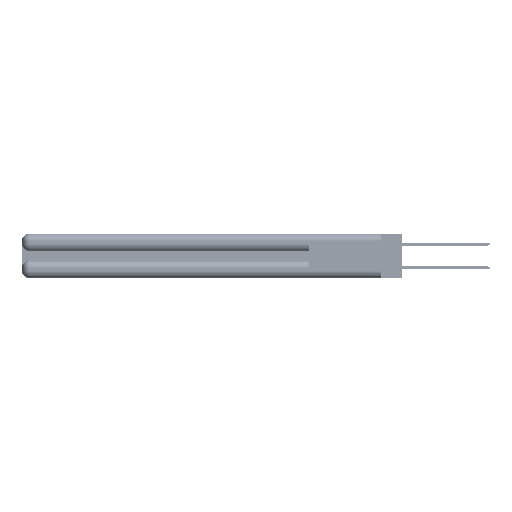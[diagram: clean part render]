
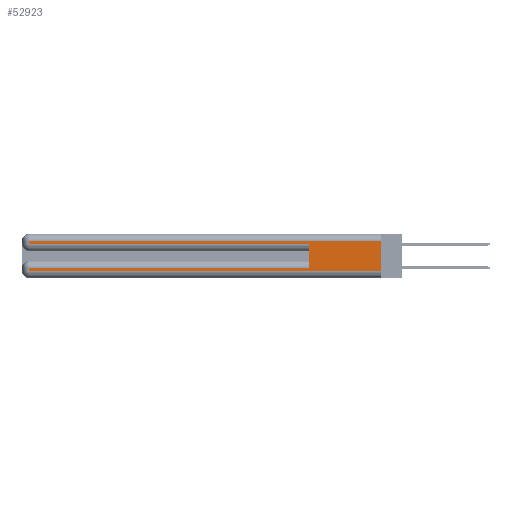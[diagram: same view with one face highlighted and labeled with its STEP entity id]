
A CAD part, left-side view. The second image highlights one B-rep face of the part: STEP entity #52923.
In plain terms, the highlighted planar face has unit normal (-1, 0, 0).
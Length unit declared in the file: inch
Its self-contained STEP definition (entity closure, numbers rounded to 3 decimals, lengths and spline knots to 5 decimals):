
#383 = LINE ( 'NONE', #14788, #11726 ) ;
#939 = CARTESIAN_POINT ( 'NONE',  ( 0., 0., 0.06 ) ) ;
#2067 = ORIENTED_EDGE ( 'NONE', *, *, #43281, .T. ) ;
#4010 = VERTEX_POINT ( 'NONE', #47391 ) ;
#4651 = LINE ( 'NONE', #41644, #45292 ) ;
#5604 = LINE ( 'NONE', #9141, #48816 ) ;
#7830 = ORIENTED_EDGE ( 'NONE', *, *, #15492, .T. ) ;
#8162 = LINE ( 'NONE', #16526, #19425 ) ;
#9141 = CARTESIAN_POINT ( 'NONE',  ( 0., 0., 0.37 ) ) ;
#9671 = DIRECTION ( 'NONE',  ( 0., 0., -1. ) ) ;
#9708 = VERTEX_POINT ( 'NONE', #18342 ) ;
#11726 = VECTOR ( 'NONE', #19067, 39.37008 ) ;
#12045 = ORIENTED_EDGE ( 'NONE', *, *, #49851, .T. ) ;
#13013 = EDGE_LOOP ( 'NONE', ( #51200, #35622, #2067, #12045, #23522, #37036, #7830, #47086 ) ) ;
#14788 = CARTESIAN_POINT ( 'NONE',  ( 0., 0., 0.31 ) ) ;
#15492 = EDGE_CURVE ( 'NONE', #45073, #19265, #26759, .T. ) ;
#16393 = LINE ( 'NONE', #34835, #38682 ) ;
#16414 = DIRECTION ( 'NONE',  ( 0., 0., 1. ) ) ;
#16526 = CARTESIAN_POINT ( 'NONE',  ( 0., 0., 0.285 ) ) ;
#16934 = VERTEX_POINT ( 'NONE', #939 ) ;
#17015 = VERTEX_POINT ( 'NONE', #47538 ) ;
#17634 = LINE ( 'NONE', #46114, #49566 ) ;
#18342 = CARTESIAN_POINT ( 'NONE',  ( 0., 0.6, 0.085 ) ) ;
#19067 = DIRECTION ( 'NONE',  ( 0., 1., 0. ) ) ;
#19265 = VERTEX_POINT ( 'NONE', #53020 ) ;
#19425 = VECTOR ( 'NONE', #33398, 39.37008 ) ;
#19905 = VECTOR ( 'NONE', #24154, 39.37008 ) ;
#19952 = CARTESIAN_POINT ( 'NONE',  ( 0., 0., 0.06 ) ) ;
#20675 = DIRECTION ( 'NONE',  ( 0., 0., -1. ) ) ;
#21309 = EDGE_CURVE ( 'NONE', #36686, #26239, #383, .T. ) ;
#23522 = ORIENTED_EDGE ( 'NONE', *, *, #27592, .F. ) ;
#23674 = EDGE_CURVE ( 'NONE', #36686, #16934, #5604, .T. ) ;
#24153 = CARTESIAN_POINT ( 'NONE',  ( 0., 2.94, 0.37 ) ) ;
#24154 = DIRECTION ( 'NONE',  ( 0., -1., 0. ) ) ;
#26239 = VERTEX_POINT ( 'NONE', #49554 ) ;
#26759 = LINE ( 'NONE', #24153, #37859 ) ;
#27445 = EDGE_CURVE ( 'NONE', #19265, #16934, #53135, .T. ) ;
#27592 = EDGE_CURVE ( 'NONE', #9708, #17015, #4651, .T. ) ;
#29567 = FACE_OUTER_BOUND ( 'NONE', #13013, .T. ) ;
#31812 = AXIS2_PLACEMENT_3D ( 'NONE', #41484, #45612, #20675 ) ;
#33398 = DIRECTION ( 'NONE',  ( 0., -1., 0. ) ) ;
#34835 = CARTESIAN_POINT ( 'NONE',  ( 0., 2.94, 0.37 ) ) ;
#35622 = ORIENTED_EDGE ( 'NONE', *, *, #21309, .T. ) ;
#36261 = CARTESIAN_POINT ( 'NONE',  ( 0., 2.94, 0.085 ) ) ;
#36420 = CARTESIAN_POINT ( 'NONE',  ( 0., 0., 0.31 ) ) ;
#36686 = VERTEX_POINT ( 'NONE', #36420 ) ;
#37036 = ORIENTED_EDGE ( 'NONE', *, *, #39392, .T. ) ;
#37302 = PLANE ( 'NONE',  #31812 ) ;
#37859 = VECTOR ( 'NONE', #53262, 39.37008 ) ;
#38682 = VECTOR ( 'NONE', #9671, 39.37008 ) ;
#39392 = EDGE_CURVE ( 'NONE', #9708, #45073, #17634, .T. ) ;
#41484 = CARTESIAN_POINT ( 'NONE',  ( 0., 0., 0.37 ) ) ;
#41644 = CARTESIAN_POINT ( 'NONE',  ( 0., 0.6, 0.145 ) ) ;
#41975 = DIRECTION ( 'NONE',  ( 0., 1., 0. ) ) ;
#43281 = EDGE_CURVE ( 'NONE', #26239, #4010, #16393, .T. ) ;
#45073 = VERTEX_POINT ( 'NONE', #36261 ) ;
#45292 = VECTOR ( 'NONE', #16414, 39.37008 ) ;
#45612 = DIRECTION ( 'NONE',  ( 1., 0., 0. ) ) ;
#46114 = CARTESIAN_POINT ( 'NONE',  ( 0., 0., 0.085 ) ) ;
#46812 = DIRECTION ( 'NONE',  ( 0., 0., -1. ) ) ;
#47086 = ORIENTED_EDGE ( 'NONE', *, *, #27445, .T. ) ;
#47391 = CARTESIAN_POINT ( 'NONE',  ( 0., 2.94, 0.285 ) ) ;
#47538 = CARTESIAN_POINT ( 'NONE',  ( 0., 0.6, 0.285 ) ) ;
#48816 = VECTOR ( 'NONE', #46812, 39.37008 ) ;
#49554 = CARTESIAN_POINT ( 'NONE',  ( 0., 2.94, 0.31 ) ) ;
#49566 = VECTOR ( 'NONE', #41975, 39.37008 ) ;
#49851 = EDGE_CURVE ( 'NONE', #4010, #17015, #8162, .T. ) ;
#51200 = ORIENTED_EDGE ( 'NONE', *, *, #23674, .F. ) ;
#52923 = ADVANCED_FACE ( 'NONE', ( #29567 ), #37302, .F. ) ;
#53020 = CARTESIAN_POINT ( 'NONE',  ( 0., 2.94, 0.06 ) ) ;
#53135 = LINE ( 'NONE', #19952, #19905 ) ;
#53262 = DIRECTION ( 'NONE',  ( 0., 0., -1. ) ) ;
